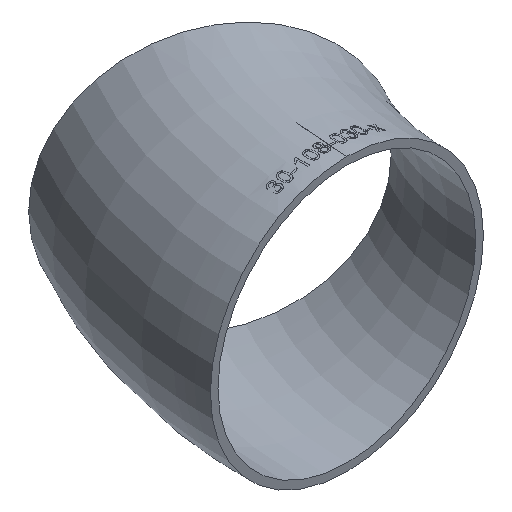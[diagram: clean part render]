
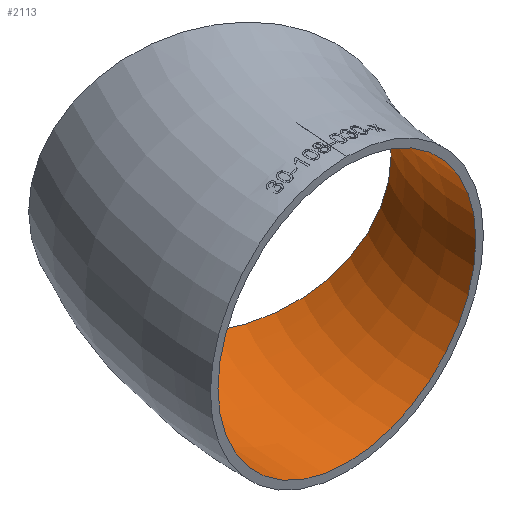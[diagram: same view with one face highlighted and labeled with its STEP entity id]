
A CAD part, isometric view. The second image highlights one B-rep face of the part: STEP entity #2113.
In plain terms, the highlighted toroidal (fillet/blend) face has major radius 142.5 mm and minor radius 51 mm.
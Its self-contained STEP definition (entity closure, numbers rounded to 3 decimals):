
#366 = CARTESIAN_POINT ( 'NONE',  ( 0., 0., 0. ) ) ;
#426 = CARTESIAN_POINT ( 'NONE',  ( -167.576, 96.75, 0. ) ) ;
#1464 = DIRECTION ( 'NONE',  ( 0., 1., 0. ) ) ;
#2113 = ADVANCED_FACE ( 'NONE', ( #16747, #20755 ), #9966, .F. ) ;
#2524 = AXIS2_PLACEMENT_3D ( 'NONE', #3199, #1464, #17575 ) ;
#3199 = CARTESIAN_POINT ( 'NONE',  ( -142.5, 0., 0. ) ) ;
#4229 = CARTESIAN_POINT ( 'NONE',  ( -123.409, 71.25, 0. ) ) ;
#8177 = DIRECTION ( 'NONE',  ( -1., 0., 0. ) ) ;
#8491 = ORIENTED_EDGE ( 'NONE', *, *, #19263, .F. ) ;
#9392 = CIRCLE ( 'NONE', #2524, 51. ) ;
#9966 = TOROIDAL_SURFACE ( 'NONE', #24931, 142.5, 51. ) ;
#10103 = AXIS2_PLACEMENT_3D ( 'NONE', #4229, #18840, #18457 ) ;
#11375 = CIRCLE ( 'NONE', #10103, 51. ) ;
#12780 = VERTEX_POINT ( 'NONE', #426 ) ;
#14347 = DIRECTION ( 'NONE',  ( 0., 0., -1. ) ) ;
#14785 = CARTESIAN_POINT ( 'NONE',  ( -142.5, 0., 51. ) ) ;
#15384 = ORIENTED_EDGE ( 'NONE', *, *, #18355, .T. ) ;
#15434 = EDGE_LOOP ( 'NONE', ( #15384 ) ) ;
#16747 = FACE_OUTER_BOUND ( 'NONE', #15434, .T. ) ;
#16807 = VERTEX_POINT ( 'NONE', #14785 ) ;
#17575 = DIRECTION ( 'NONE',  ( 0., 0., 1. ) ) ;
#18175 = EDGE_LOOP ( 'NONE', ( #8491 ) ) ;
#18355 = EDGE_CURVE ( 'NONE', #12780, #12780, #11375, .T. ) ;
#18457 = DIRECTION ( 'NONE',  ( -0.866, 0.5, 0. ) ) ;
#18840 = DIRECTION ( 'NONE',  ( 0.5, 0.866, 0. ) ) ;
#19263 = EDGE_CURVE ( 'NONE', #16807, #16807, #9392, .T. ) ;
#20755 = FACE_OUTER_BOUND ( 'NONE', #18175, .T. ) ;
#24931 = AXIS2_PLACEMENT_3D ( 'NONE', #366, #14347, #8177 ) ;
